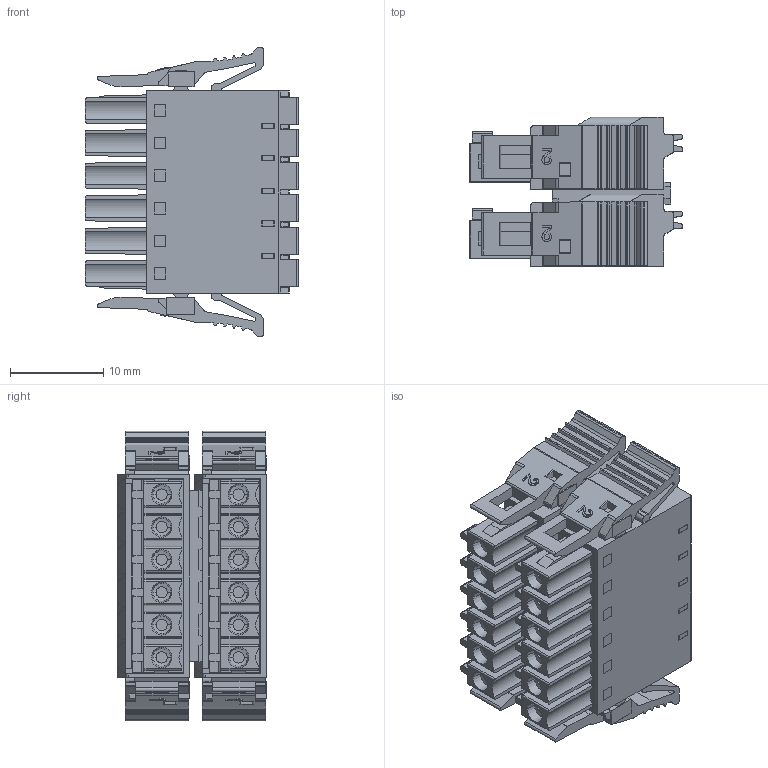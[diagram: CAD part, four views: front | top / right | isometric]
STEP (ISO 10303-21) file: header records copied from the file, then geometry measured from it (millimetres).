
FILE_DESCRIPTION((''),'2;1');
FILE_NAME('TLPSDL-007-12P-X','2024-09-25T',('sheji'),(''),'PRO/ENGINEER BY PARAMETRIC TECHNOLOGY CORPORATION, 2015240','PRO/ENGINEER BY PARAMETRIC TECHNOLOGY CORPORATION, 2015240','');
FILE_SCHEMA(('CONFIG_CONTROL_DESIGN'));
Products named in the file (1): TLPSDL-007-12P-X
Bounding box: 22.9 x 16 x 31.1 mm (x, y, z)
Volume: 5942.1 mm3; surface area: 5914.8 mm2
Topology: 1 solids, 9 shells, 1856 faces, 5113 edges, 3342 vertices
Faces by surface type: plane 1200, cylinder 496, cone 96, extrusion 40, torus 24
Entity records: 59854 total; most frequent: CARTESIAN_POINT 12053, ORIENTED_EDGE 10226, DIRECTION 9582, EDGE_CURVE 5113, VECTOR 3820, LINE 3780, VERTEX_POINT 3342, AXIS2_PLACEMENT_3D 2881
